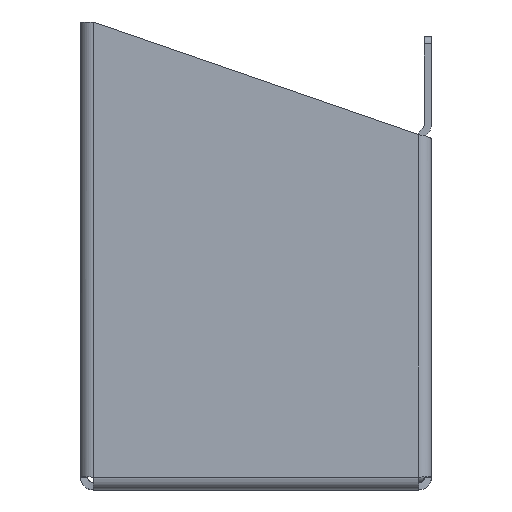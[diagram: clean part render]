
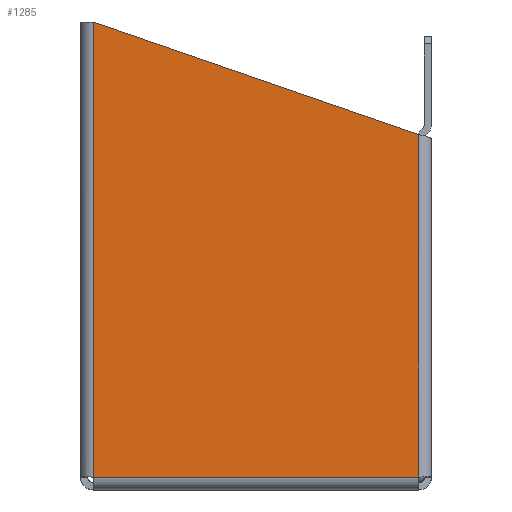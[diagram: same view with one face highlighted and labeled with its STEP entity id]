
A CAD part, left-side view. The second image highlights one B-rep face of the part: STEP entity #1285.
In plain terms, the highlighted planar face has unit normal (-1, 0, 0).
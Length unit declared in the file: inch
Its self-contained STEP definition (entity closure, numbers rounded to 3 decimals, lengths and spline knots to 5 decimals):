
#913=CARTESIAN_POINT('',(0.,0.21875,6.07568));
#914=VERTEX_POINT('',#913);
#928=CARTESIAN_POINT('',(0.,0.21875,0.21875));
#929=VERTEX_POINT('',#928);
#930=CARTESIAN_POINT('',(0.,0.21875,0.21875));
#931=DIRECTION('',(0.0,0.0,1.0));
#932=VECTOR('',#931,5.85693);
#933=LINE('',#930,#932);
#934=EDGE_CURVE('',#929,#914,#933,.T.);
#1255=CARTESIAN_POINT('',(0.,3.0,4.01611));
#1256=DIRECTION('',(1.0,0.0,0.0));
#1257=DIRECTION('',(0.0,0.0,-1.0));
#1258=AXIS2_PLACEMENT_3D('',#1255,#1256,#1257);
#1259=PLANE('',#1258);
#1260=ORIENTED_EDGE('',*,*,#934,.T.);
#1261=CARTESIAN_POINT('',(0.,5.78125,8.));
#1262=VERTEX_POINT('',#1261);
#1263=CARTESIAN_POINT('',(0.,0.21875,6.07568));
#1264=DIRECTION('',(0.,0.945,0.327));
#1265=VECTOR('',#1264,5.88595);
#1266=LINE('',#1263,#1265);
#1267=EDGE_CURVE('',#914,#1262,#1266,.T.);
#1268=ORIENTED_EDGE('',*,*,#1267,.T.);
#1269=CARTESIAN_POINT('',(0.,5.78125,0.21875));
#1270=VERTEX_POINT('',#1269);
#1271=CARTESIAN_POINT('',(0.,5.78125,8.));
#1272=DIRECTION('',(0.0,0.0,-1.0));
#1273=VECTOR('',#1272,7.78125);
#1274=LINE('',#1271,#1273);
#1275=EDGE_CURVE('',#1262,#1270,#1274,.T.);
#1276=ORIENTED_EDGE('',*,*,#1275,.T.);
#1277=CARTESIAN_POINT('',(0.,5.78125,0.21875));
#1278=DIRECTION('',(0.0,-1.0,0.0));
#1279=VECTOR('',#1278,5.5625);
#1280=LINE('',#1277,#1279);
#1281=EDGE_CURVE('',#1270,#929,#1280,.T.);
#1282=ORIENTED_EDGE('',*,*,#1281,.T.);
#1283=EDGE_LOOP('',(#1260,#1268,#1276,#1282));
#1284=FACE_OUTER_BOUND('',#1283,.T.);
#1285=ADVANCED_FACE('',(#1284),#1259,.F.);
